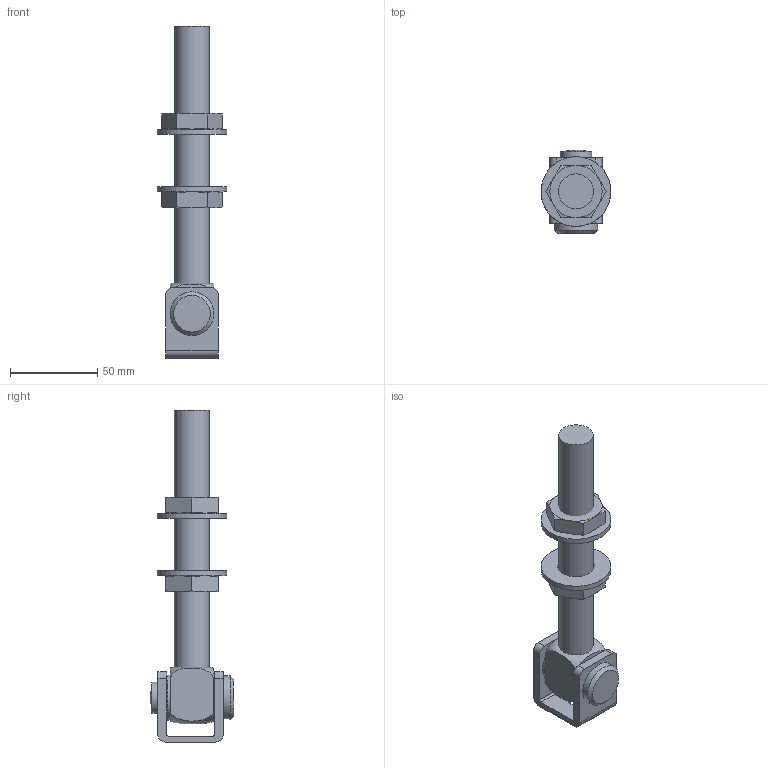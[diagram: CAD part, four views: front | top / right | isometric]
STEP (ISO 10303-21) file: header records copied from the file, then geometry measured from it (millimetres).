
FILE_DESCRIPTION (( 'STEP AP203' ), '1' );
FILE_NAME ('130-M20-VA.STEP', '2021-11-24T11:53:57', ( '' ), ( '' ), 'SwSTEP 2.0', 'SolidWorks 2018', '' );
FILE_SCHEMA (( 'CONFIG_CONTROL_DESIGN' ));
Length unit declared in the file: millimetre
Products named in the file (17): 130-M20-VA Teil5; 130-M20-VA Teil2; 130-M20-VA Teil7; 130-M20-VA Teil6; 130-M20-VA Teil3; 130-M20-VA; 130-M20-VA Teil4; 130-M20-VA Teil1; 130-M20-VA Teil6_normal
Assembly tree (9 placements, depth 2):
  130-M20-VA Teil5
  130-M20-VA Teil2
  130-M20-VA Teil6
  130-M20-VA Teil3
  130-M20-VA
    130-M20-VA Teil1
    130-M20-VA Teil4
    130-M20-VA Teil6_normal
    130-M20-VA Teil7  x2
    130-M20-VA Teil2
    130-M20-VA Teil3
    130-M20-VA Teil5  x2
Bounding box: 39.96 x 47.82 x 190.4 mm (x, y, z)
Volume: 99443.2 mm3; surface area: 36751.5 mm2
Topology: 9 solids, 9 shells, 391 faces, 1012 edges, 665 vertices
Faces by surface type: plane 247, bspline 86, cylinder 28, cone 27, torus 2, sphere 1
Full cylindrical faces by diameter (mm): 6.8 x1, 8 x1, 8.2 x1, 9 x1, 14.5 x1, 15 x2, 17.5 x2, 18 x2, 20 x1, 21 x2, 25 x1, 26 x1, 40 x2
Entity records: 17685 total; most frequent: CARTESIAN_POINT 7940, ORIENTED_EDGE 1868, DIRECTION 1328, EDGE_CURVE 934, VERTEX_POINT 628, LINE 600, VECTOR 600, EDGE_LOOP 426
